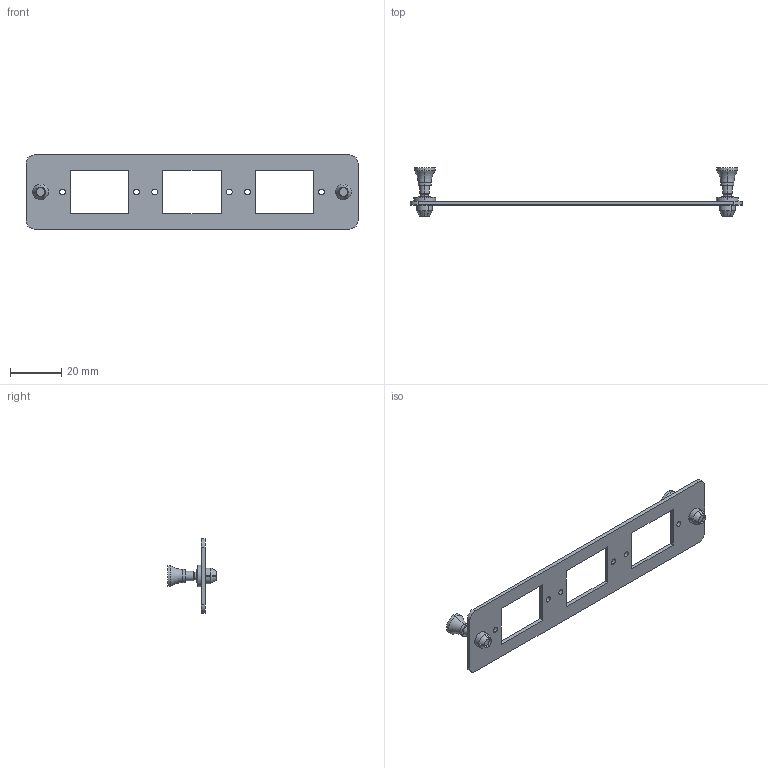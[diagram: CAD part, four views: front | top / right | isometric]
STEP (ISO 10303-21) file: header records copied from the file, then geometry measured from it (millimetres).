
FILE_DESCRIPTION (( 'STEP AP214' ), '1' );
FILE_NAME ('FSP-ECF-BNK.STEP', '2012-11-07T19:18:02', ( 'x' ), ( '' ), 'SwSTEP 2.0', 'SolidWorks 2012', '' );
FILE_SCHEMA (( 'AUTOMOTIVE_DESIGN' ));
Length unit declared in the file: inch
Products named in the file (4): HDWR-HN4P-42-4-1; HDWR-HN4G-42-1; 1AR06-008; FSP-ECF-BNK
Assembly tree (5 placements, depth 2):
  FSP-ECF-BNK
    1AR06-008
    HDWR-HN4G-42-1  x2
    HDWR-HN4P-42-4-1  x2
Bounding box: 129.54 x 18.78 x 28.96 mm (x, y, z)
Volume: 4690.1 mm3; surface area: 7280.9 mm2
Topology: 5 solids, 5 shells, 138 faces, 334 edges, 210 vertices
Faces by surface type: cylinder 60, plane 54, cone 20, torus 4
Entity records: 3201 total; most frequent: DIRECTION 506, CARTESIAN_POINT 482, ORIENTED_EDGE 442, EDGE_CURVE 221, AXIS2_PLACEMENT_3D 195, VERTEX_POINT 141, VECTOR 116, LINE 116
